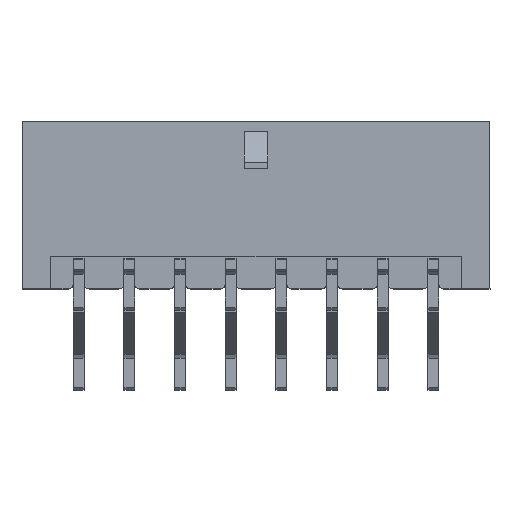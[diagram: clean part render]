
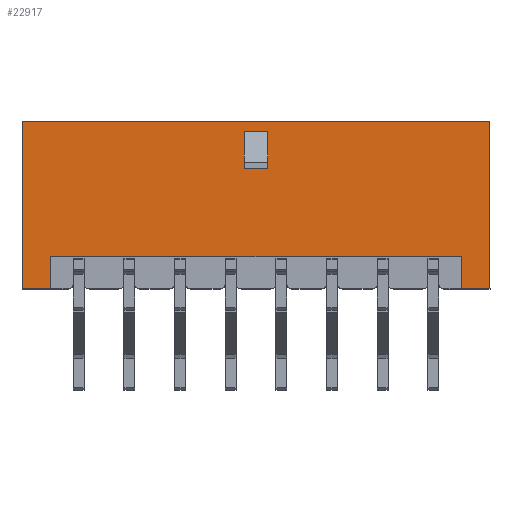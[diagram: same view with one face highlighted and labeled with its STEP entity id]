
A CAD part, top view. The second image highlights one B-rep face of the part: STEP entity #22917.
In plain terms, the highlighted face is planar.
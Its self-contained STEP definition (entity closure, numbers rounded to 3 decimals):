
#2203=ORIENTED_EDGE('',*,*,#6084,.T.);
#2204=ORIENTED_EDGE('',*,*,#6089,.T.);
#2205=ORIENTED_EDGE('',*,*,#6434,.F.);
#2206=ORIENTED_EDGE('',*,*,#6396,.T.);
#2207=ORIENTED_EDGE('',*,*,#6404,.T.);
#2208=ORIENTED_EDGE('',*,*,#6388,.F.);
#2209=ORIENTED_EDGE('',*,*,#6433,.F.);
#2210=ORIENTED_EDGE('',*,*,#6087,.T.);
#2211=ORIENTED_EDGE('',*,*,#6102,.F.);
#2212=ORIENTED_EDGE('',*,*,#6095,.F.);
#2213=ORIENTED_EDGE('',*,*,#6099,.T.);
#2214=ORIENTED_EDGE('',*,*,#6091,.T.);
#6084=EDGE_CURVE('',#8378,#8379,#10026,.T.);
#6087=EDGE_CURVE('',#8380,#8378,#10029,.T.);
#6089=EDGE_CURVE('',#8379,#8381,#10031,.T.);
#6091=EDGE_CURVE('',#8382,#8383,#10033,.T.);
#6095=EDGE_CURVE('',#8386,#8387,#10037,.T.);
#6099=EDGE_CURVE('',#8386,#8382,#10041,.T.);
#6102=EDGE_CURVE('',#8387,#8383,#10044,.T.);
#6388=EDGE_CURVE('',#8578,#8579,#10316,.T.);
#6396=EDGE_CURVE('',#8584,#8583,#10324,.T.);
#6404=EDGE_CURVE('',#8583,#8579,#10332,.T.);
#6433=EDGE_CURVE('',#8380,#8578,#10361,.T.);
#6434=EDGE_CURVE('',#8584,#8381,#10362,.T.);
#8378=VERTEX_POINT('',#30893);
#8379=VERTEX_POINT('',#30894);
#8380=VERTEX_POINT('',#30899);
#8381=VERTEX_POINT('',#30903);
#8382=VERTEX_POINT('',#30907);
#8383=VERTEX_POINT('',#30908);
#8386=VERTEX_POINT('',#30916);
#8387=VERTEX_POINT('',#30917);
#8578=VERTEX_POINT('',#31484);
#8579=VERTEX_POINT('',#31486);
#8583=VERTEX_POINT('',#31498);
#8584=VERTEX_POINT('',#31500);
#10026=LINE('',#30892,#12272);
#10029=LINE('',#30898,#12275);
#10031=LINE('',#30902,#12277);
#10033=LINE('',#30906,#12279);
#10037=LINE('',#30915,#12283);
#10041=LINE('',#30924,#12287);
#10044=LINE('',#30929,#12290);
#10316=LINE('',#31485,#12562);
#10324=LINE('',#31499,#12570);
#10332=LINE('',#31512,#12578);
#10361=LINE('',#31560,#12607);
#10362=LINE('',#31562,#12608);
#12272=VECTOR('',#25980,1000.);
#12275=VECTOR('',#25985,1000.);
#12277=VECTOR('',#25989,1000.);
#12279=VECTOR('',#25993,1000.);
#12283=VECTOR('',#25999,1000.);
#12287=VECTOR('',#26005,1000.);
#12290=VECTOR('',#26012,1000.);
#12562=VECTOR('',#26474,1000.);
#12570=VECTOR('',#26484,1000.);
#12578=VECTOR('',#26494,1000.);
#12607=VECTOR('',#26551,1000.);
#12608=VECTOR('',#26554,1000.);
#14021=EDGE_LOOP('',(#2203,#2204,#2205,#2206,#2207,#2208,#2209,#2210));
#14022=EDGE_LOOP('',(#2211,#2212,#2213,#2214));
#14951=FACE_BOUND('',#14021,.T.);
#14952=FACE_BOUND('',#14022,.T.);
#15811=PLANE('',#23897);
#22917=ADVANCED_FACE('',(#14951,#14952),#15811,.T.);
#23897=AXIS2_PLACEMENT_3D('',#31561,#26552,#26553);
#25980=DIRECTION('',(1.,0.,0.));
#25985=DIRECTION('',(0.,0.,1.));
#25989=DIRECTION('',(0.,0.,-1.));
#25993=DIRECTION('',(0.,0.,1.));
#25999=DIRECTION('',(0.,0.,1.));
#26005=DIRECTION('',(-1.,0.,0.));
#26012=DIRECTION('',(-1.,0.,0.));
#26474=DIRECTION('',(0.,0.,1.));
#26484=DIRECTION('',(0.,0.,1.));
#26494=DIRECTION('',(-1.,0.,0.));
#26551=DIRECTION('',(-1.,0.,0.));
#26552=DIRECTION('',(0.,-1.,0.));
#26553=DIRECTION('',(0.,0.,-1.));
#26554=DIRECTION('',(-1.,0.,0.));
#30892=CARTESIAN_POINT('',(-12.15,-3.43,-3.05));
#30893=CARTESIAN_POINT('',(-12.15,-3.43,-3.05));
#30894=CARTESIAN_POINT('',(12.15,-3.43,-3.05));
#30898=CARTESIAN_POINT('',(-12.15,-3.43,-4.95));
#30899=CARTESIAN_POINT('',(-12.15,-3.43,-4.95));
#30902=CARTESIAN_POINT('',(12.15,-3.43,-3.05));
#30903=CARTESIAN_POINT('',(12.15,-3.43,-4.95));
#30906=CARTESIAN_POINT('',(-0.7,-3.43,2.15));
#30907=CARTESIAN_POINT('',(-0.7,-3.43,2.15));
#30908=CARTESIAN_POINT('',(-0.7,-3.43,4.35));
#30915=CARTESIAN_POINT('',(0.7,-3.43,2.15));
#30916=CARTESIAN_POINT('',(0.7,-3.43,2.15));
#30917=CARTESIAN_POINT('',(0.7,-3.43,4.35));
#30924=CARTESIAN_POINT('',(0.7,-3.43,2.15));
#30929=CARTESIAN_POINT('',(0.7,-3.43,4.35));
#31484=CARTESIAN_POINT('',(-13.85,-3.43,-4.95));
#31485=CARTESIAN_POINT('',(-13.85,-3.43,-4.95));
#31486=CARTESIAN_POINT('',(-13.85,-3.43,4.95));
#31498=CARTESIAN_POINT('',(13.85,-3.43,4.95));
#31499=CARTESIAN_POINT('',(13.85,-3.43,-4.95));
#31500=CARTESIAN_POINT('',(13.85,-3.43,-4.95));
#31512=CARTESIAN_POINT('',(13.85,-3.43,4.95));
#31560=CARTESIAN_POINT('',(13.85,-3.43,-4.95));
#31561=CARTESIAN_POINT('',(13.85,-3.43,-4.95));
#31562=CARTESIAN_POINT('',(13.85,-3.43,-4.95));
